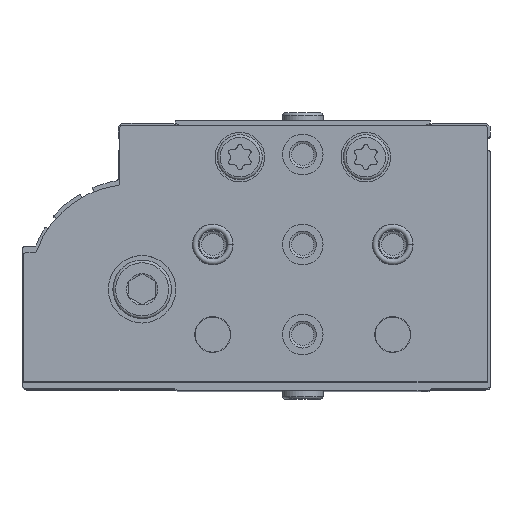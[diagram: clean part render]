
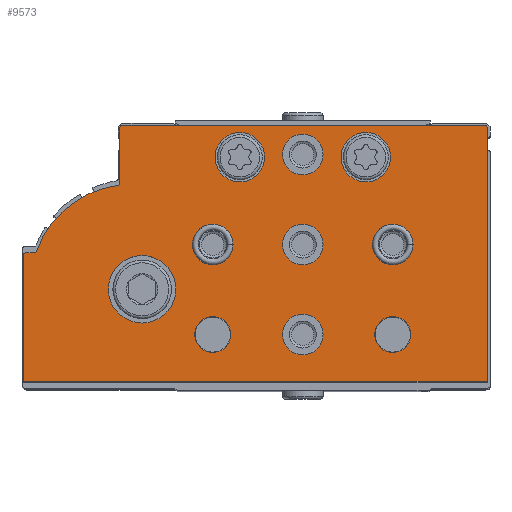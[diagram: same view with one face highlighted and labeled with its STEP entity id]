
A CAD part, top view. The second image highlights one B-rep face of the part: STEP entity #9573.
In plain terms, the highlighted face is planar.
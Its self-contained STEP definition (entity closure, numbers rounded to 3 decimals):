
#959=LINE('',#16051,#1689);
#961=LINE('',#16055,#1691);
#963=LINE('',#16059,#1693);
#966=LINE('',#16067,#1696);
#971=LINE('',#16083,#1701);
#974=LINE('',#16091,#1704);
#1689=VECTOR('',#12940,1000.);
#1691=VECTOR('',#12944,1000.);
#1693=VECTOR('',#12948,1000.);
#1696=VECTOR('',#12957,1000.);
#1701=VECTOR('',#12976,1000.);
#1704=VECTOR('',#12985,1000.);
#3625=ORIENTED_EDGE('',*,*,#5393,.T.);
#3626=ORIENTED_EDGE('',*,*,#5394,.T.);
#3627=ORIENTED_EDGE('',*,*,#5395,.T.);
#3628=ORIENTED_EDGE('',*,*,#5396,.T.);
#3629=ORIENTED_EDGE('',*,*,#5397,.T.);
#3630=ORIENTED_EDGE('',*,*,#5398,.T.);
#3631=ORIENTED_EDGE('',*,*,#5399,.T.);
#3632=ORIENTED_EDGE('',*,*,#5400,.T.);
#3633=ORIENTED_EDGE('',*,*,#5401,.T.);
#3634=ORIENTED_EDGE('',*,*,#5402,.T.);
#3635=ORIENTED_EDGE('',*,*,#5368,.F.);
#3636=ORIENTED_EDGE('',*,*,#5391,.F.);
#3637=ORIENTED_EDGE('',*,*,#5389,.F.);
#3638=ORIENTED_EDGE('',*,*,#5387,.F.);
#3639=ORIENTED_EDGE('',*,*,#5385,.T.);
#3640=ORIENTED_EDGE('',*,*,#5383,.F.);
#3641=ORIENTED_EDGE('',*,*,#5381,.T.);
#3642=ORIENTED_EDGE('',*,*,#5379,.F.);
#3643=ORIENTED_EDGE('',*,*,#5377,.F.);
#3644=ORIENTED_EDGE('',*,*,#5375,.F.);
#3645=ORIENTED_EDGE('',*,*,#5373,.F.);
#3646=ORIENTED_EDGE('',*,*,#5371,.F.);
#5368=EDGE_CURVE('',#6433,#6434,#7031,.T.);
#5371=EDGE_CURVE('',#6434,#6435,#959,.T.);
#5373=EDGE_CURVE('',#6435,#6436,#961,.T.);
#5375=EDGE_CURVE('',#6436,#6437,#963,.T.);
#5377=EDGE_CURVE('',#6437,#6438,#7032,.T.);
#5379=EDGE_CURVE('',#6438,#6439,#966,.T.);
#5381=EDGE_CURVE('',#6440,#6439,#7033,.T.);
#5383=EDGE_CURVE('',#6440,#6441,#7034,.T.);
#5385=EDGE_CURVE('',#6442,#6441,#7035,.T.);
#5387=EDGE_CURVE('',#6442,#6443,#971,.T.);
#5389=EDGE_CURVE('',#6443,#6444,#7036,.T.);
#5391=EDGE_CURVE('',#6444,#6433,#974,.T.);
#5393=EDGE_CURVE('',#6445,#6445,#7037,.T.);
#5394=EDGE_CURVE('',#6446,#6446,#7038,.T.);
#5395=EDGE_CURVE('',#6447,#6447,#7039,.T.);
#5396=EDGE_CURVE('',#6448,#6448,#7040,.T.);
#5397=EDGE_CURVE('',#6449,#6449,#7041,.T.);
#5398=EDGE_CURVE('',#6450,#6450,#7042,.T.);
#5399=EDGE_CURVE('',#6451,#6451,#7043,.T.);
#5400=EDGE_CURVE('',#6452,#6452,#7044,.T.);
#5401=EDGE_CURVE('',#6453,#6453,#7045,.T.);
#5402=EDGE_CURVE('',#6454,#6454,#7046,.T.);
#6433=VERTEX_POINT('',#16046);
#6434=VERTEX_POINT('',#16047);
#6435=VERTEX_POINT('',#16052);
#6436=VERTEX_POINT('',#16056);
#6437=VERTEX_POINT('',#16060);
#6438=VERTEX_POINT('',#16064);
#6439=VERTEX_POINT('',#16068);
#6440=VERTEX_POINT('',#16072);
#6441=VERTEX_POINT('',#16076);
#6442=VERTEX_POINT('',#16080);
#6443=VERTEX_POINT('',#16084);
#6444=VERTEX_POINT('',#16088);
#6445=VERTEX_POINT('',#16095);
#6446=VERTEX_POINT('',#16097);
#6447=VERTEX_POINT('',#16099);
#6448=VERTEX_POINT('',#16101);
#6449=VERTEX_POINT('',#16103);
#6450=VERTEX_POINT('',#16105);
#6451=VERTEX_POINT('',#16107);
#6452=VERTEX_POINT('',#16109);
#6453=VERTEX_POINT('',#16111);
#6454=VERTEX_POINT('',#16113);
#7031=CIRCLE('',#10559,0.5);
#7032=CIRCLE('',#10564,0.5);
#7033=CIRCLE('',#10567,0.5);
#7034=CIRCLE('',#10569,22.5);
#7035=CIRCLE('',#10571,0.5);
#7036=CIRCLE('',#10574,0.5);
#7037=CIRCLE('',#10577,7.5);
#7038=CIRCLE('',#10578,4.5);
#7039=CIRCLE('',#10579,5.5);
#7040=CIRCLE('',#10580,5.5);
#7041=CIRCLE('',#10581,4.5);
#7042=CIRCLE('',#10582,4.5);
#7043=CIRCLE('',#10583,4.5);
#7044=CIRCLE('',#10584,4.);
#7045=CIRCLE('',#10585,4.5);
#7046=CIRCLE('',#10586,4.);
#7735=EDGE_LOOP('',(#3625));
#7736=EDGE_LOOP('',(#3626));
#7737=EDGE_LOOP('',(#3627));
#7738=EDGE_LOOP('',(#3628));
#7739=EDGE_LOOP('',(#3629));
#7740=EDGE_LOOP('',(#3630));
#7741=EDGE_LOOP('',(#3631));
#7742=EDGE_LOOP('',(#3632));
#7743=EDGE_LOOP('',(#3633));
#7744=EDGE_LOOP('',(#3634));
#7745=EDGE_LOOP('',(#3635,#3636,#3637,#3638,#3639,#3640,#3641,#3642,#3643,
#3644,#3645,#3646));
#8577=FACE_BOUND('',#7735,.T.);
#8578=FACE_BOUND('',#7736,.T.);
#8579=FACE_BOUND('',#7737,.T.);
#8580=FACE_BOUND('',#7738,.T.);
#8581=FACE_BOUND('',#7739,.T.);
#8582=FACE_BOUND('',#7740,.T.);
#8583=FACE_BOUND('',#7741,.T.);
#8584=FACE_BOUND('',#7742,.T.);
#8585=FACE_BOUND('',#7743,.T.);
#8586=FACE_BOUND('',#7744,.T.);
#8587=FACE_BOUND('',#7745,.T.);
#9116=PLANE('',#10576);
#9573=ADVANCED_FACE('',(#8577,#8578,#8579,#8580,#8581,#8582,#8583,#8584,
#8585,#8586,#8587),#9116,.F.);
#10559=AXIS2_PLACEMENT_3D('',#16045,#12934,#12935);
#10564=AXIS2_PLACEMENT_3D('',#16063,#12952,#12953);
#10567=AXIS2_PLACEMENT_3D('',#16071,#12961,#12962);
#10569=AXIS2_PLACEMENT_3D('',#16075,#12966,#12967);
#10571=AXIS2_PLACEMENT_3D('',#16079,#12971,#12972);
#10574=AXIS2_PLACEMENT_3D('',#16087,#12980,#12981);
#10576=AXIS2_PLACEMENT_3D('',#16093,#12987,#12988);
#10577=AXIS2_PLACEMENT_3D('',#16094,#12989,#12990);
#10578=AXIS2_PLACEMENT_3D('',#16096,#12991,#12992);
#10579=AXIS2_PLACEMENT_3D('',#16098,#12993,#12994);
#10580=AXIS2_PLACEMENT_3D('',#16100,#12995,#12996);
#10581=AXIS2_PLACEMENT_3D('',#16102,#12997,#12998);
#10582=AXIS2_PLACEMENT_3D('',#16104,#12999,#13000);
#10583=AXIS2_PLACEMENT_3D('',#16106,#13001,#13002);
#10584=AXIS2_PLACEMENT_3D('',#16108,#13003,#13004);
#10585=AXIS2_PLACEMENT_3D('',#16110,#13005,#13006);
#10586=AXIS2_PLACEMENT_3D('',#16112,#13007,#13008);
#12934=DIRECTION('',(0.,0.,1.));
#12935=DIRECTION('',(1.,0.,0.));
#12940=DIRECTION('',(0.,-1.,0.));
#12944=DIRECTION('',(1.,0.,0.));
#12948=DIRECTION('',(0.,1.,0.));
#12952=DIRECTION('',(0.,0.,1.));
#12953=DIRECTION('',(1.,0.,0.));
#12957=DIRECTION('',(-1.,0.,0.));
#12961=DIRECTION('',(0.,0.,1.));
#12962=DIRECTION('',(1.,0.,0.));
#12966=DIRECTION('',(0.,0.,1.));
#12967=DIRECTION('',(1.,0.,0.));
#12971=DIRECTION('',(0.,0.,1.));
#12972=DIRECTION('',(1.,0.,0.));
#12976=DIRECTION('',(0.,1.,0.));
#12980=DIRECTION('',(0.,0.,1.));
#12981=DIRECTION('',(1.,0.,0.));
#12985=DIRECTION('',(-1.,0.,0.));
#12987=DIRECTION('',(0.,0.,1.));
#12988=DIRECTION('',(1.,0.,0.));
#12989=DIRECTION('',(0.,0.,1.));
#12990=DIRECTION('',(1.,0.,0.));
#12991=DIRECTION('',(0.,0.,1.));
#12992=DIRECTION('',(1.,0.,0.));
#12993=DIRECTION('',(0.,0.,1.));
#12994=DIRECTION('',(1.,0.,0.));
#12995=DIRECTION('',(0.,0.,1.));
#12996=DIRECTION('',(1.,0.,0.));
#12997=DIRECTION('',(0.,0.,1.));
#12998=DIRECTION('',(1.,0.,0.));
#12999=DIRECTION('',(0.,0.,1.));
#13000=DIRECTION('',(1.,0.,0.));
#13001=DIRECTION('',(0.,0.,1.));
#13002=DIRECTION('',(1.,0.,0.));
#13003=DIRECTION('',(0.,0.,1.));
#13004=DIRECTION('',(1.,0.,0.));
#13005=DIRECTION('',(0.,0.,1.));
#13006=DIRECTION('',(1.,0.,0.));
#13007=DIRECTION('',(0.,0.,1.));
#13008=DIRECTION('',(1.,0.,0.));
#16045=CARTESIAN_POINT('',(0.5,56.5,0.));
#16046=CARTESIAN_POINT('',(0.5,57.,0.));
#16047=CARTESIAN_POINT('',(0.,56.5,0.));
#16051=CARTESIAN_POINT('',(0.,56.5,0.));
#16052=CARTESIAN_POINT('',(0.,0.,0.));
#16055=CARTESIAN_POINT('',(0.,0.,0.));
#16056=CARTESIAN_POINT('',(103.,0.,0.));
#16059=CARTESIAN_POINT('',(103.,0.,0.));
#16060=CARTESIAN_POINT('',(103.,28.2,0.));
#16063=CARTESIAN_POINT('',(102.5,28.2,0.));
#16064=CARTESIAN_POINT('',(102.5,28.7,0.));
#16067=CARTESIAN_POINT('',(102.5,28.7,0.));
#16068=CARTESIAN_POINT('',(100.637,28.7,0.));
#16071=CARTESIAN_POINT('',(100.637,29.2,0.));
#16072=CARTESIAN_POINT('',(100.167,29.03,0.));
#16075=CARTESIAN_POINT('',(79.,21.4,0.));
#16076=CARTESIAN_POINT('',(82.033,43.695,0.));
#16079=CARTESIAN_POINT('',(82.1,44.19,0.));
#16080=CARTESIAN_POINT('',(81.6,44.19,0.));
#16083=CARTESIAN_POINT('',(81.6,44.19,0.));
#16084=CARTESIAN_POINT('',(81.6,56.5,0.));
#16087=CARTESIAN_POINT('',(81.1,56.5,0.));
#16088=CARTESIAN_POINT('',(81.1,57.,0.));
#16091=CARTESIAN_POINT('',(81.1,57.,0.));
#16093=CARTESIAN_POINT('',(0.5,56.5,0.));
#16094=CARTESIAN_POINT('',(76.65,20.6,0.));
#16095=CARTESIAN_POINT('',(84.15,20.6,0.));
#16096=CARTESIAN_POINT('',(40.95,50.55,0.));
#16097=CARTESIAN_POINT('',(45.45,50.55,0.));
#16098=CARTESIAN_POINT('',(54.95,49.95,0.));
#16099=CARTESIAN_POINT('',(60.45,49.95,0.));
#16100=CARTESIAN_POINT('',(26.95,49.95,0.));
#16101=CARTESIAN_POINT('',(32.45,49.95,0.));
#16102=CARTESIAN_POINT('',(60.95,30.55,0.));
#16103=CARTESIAN_POINT('',(65.45,30.55,0.));
#16104=CARTESIAN_POINT('',(40.95,30.55,0.));
#16105=CARTESIAN_POINT('',(45.45,30.55,0.));
#16106=CARTESIAN_POINT('',(20.95,30.55,0.));
#16107=CARTESIAN_POINT('',(25.45,30.55,0.));
#16108=CARTESIAN_POINT('',(60.95,10.55,0.));
#16109=CARTESIAN_POINT('',(64.95,10.55,0.));
#16110=CARTESIAN_POINT('',(40.95,10.55,0.));
#16111=CARTESIAN_POINT('',(45.45,10.55,0.));
#16112=CARTESIAN_POINT('',(20.95,10.55,0.));
#16113=CARTESIAN_POINT('',(24.95,10.55,0.));
